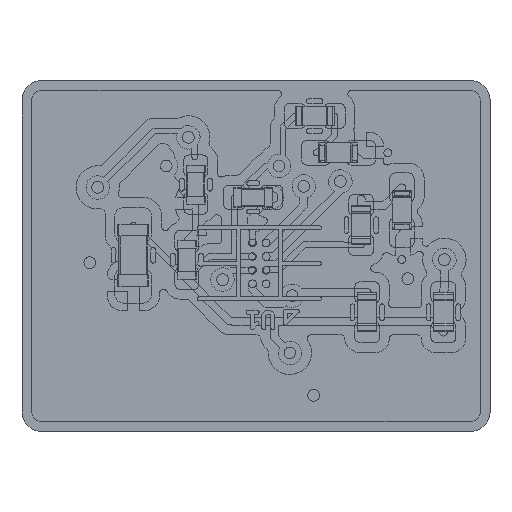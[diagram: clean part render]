
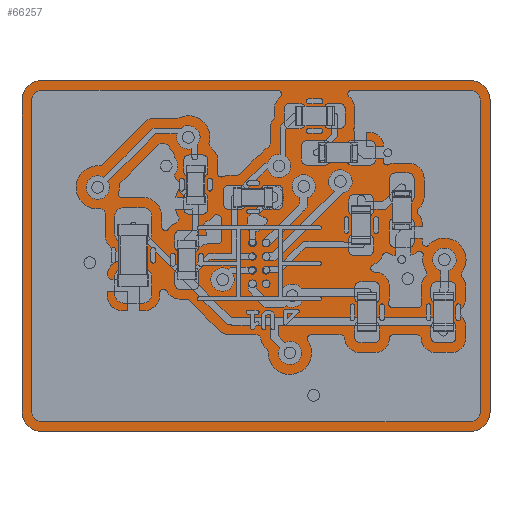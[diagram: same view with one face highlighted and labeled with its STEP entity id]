
A CAD part, top view. The second image highlights one B-rep face of the part: STEP entity #66257.
In plain terms, the highlighted planar face has unit normal (0, 0, 1).
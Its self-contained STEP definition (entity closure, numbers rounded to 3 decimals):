
#65954 = VERTEX_POINT('',#65955);
#65955 = CARTESIAN_POINT('',(160.841,-98.73,1.51));
#65961 = EDGE_CURVE('',#65954,#65962,#65964,.T.);
#65962 = VERTEX_POINT('',#65963);
#65963 = CARTESIAN_POINT('',(161.341,-99.23,1.51));
#65964 = CIRCLE('',#65965,0.5);
#65965 = AXIS2_PLACEMENT_3D('',#65966,#65967,#65968);
#65966 = CARTESIAN_POINT('',(160.841,-99.23,1.51));
#65967 = DIRECTION('',(0.,0.,-1.));
#65968 = DIRECTION('',(0.,1.,0.));
#65996 = VERTEX_POINT('',#65997);
#65997 = CARTESIAN_POINT('',(149.841,-98.73,1.51));
#66003 = EDGE_CURVE('',#65996,#65954,#66004,.T.);
#66004 = LINE('',#66005,#66006);
#66005 = CARTESIAN_POINT('',(149.841,-98.73,1.51));
#66006 = VECTOR('',#66007,1.);
#66007 = DIRECTION('',(1.,0.,0.));
#66025 = EDGE_CURVE('',#65962,#66026,#66028,.T.);
#66026 = VERTEX_POINT('',#66027);
#66027 = CARTESIAN_POINT('',(161.341,-107.23,1.51));
#66028 = LINE('',#66029,#66030);
#66029 = CARTESIAN_POINT('',(161.341,-99.23,1.51));
#66030 = VECTOR('',#66031,1.);
#66031 = DIRECTION('',(0.,-1.,0.));
#66257 = ADVANCED_FACE('',(#66258,#66304,#66315,#66326,#66337,#66348,
    #66359,#66370,#66381,#66392,#66403,#66414,#66425,#66436,#66447),
  #66458,.T.);
#66258 = FACE_BOUND('',#66259,.T.);
#66259 = EDGE_LOOP('',(#66260,#66261,#66262,#66271,#66279,#66288,#66296,
    #66303));
#66260 = ORIENTED_EDGE('',*,*,#65961,.F.);
#66261 = ORIENTED_EDGE('',*,*,#66003,.F.);
#66262 = ORIENTED_EDGE('',*,*,#66263,.F.);
#66263 = EDGE_CURVE('',#66264,#65996,#66266,.T.);
#66264 = VERTEX_POINT('',#66265);
#66265 = CARTESIAN_POINT('',(149.341,-99.23,1.51));
#66266 = CIRCLE('',#66267,0.5);
#66267 = AXIS2_PLACEMENT_3D('',#66268,#66269,#66270);
#66268 = CARTESIAN_POINT('',(149.841,-99.23,1.51));
#66269 = DIRECTION('',(0.,0.,-1.));
#66270 = DIRECTION('',(-1.,0.,0.));
#66271 = ORIENTED_EDGE('',*,*,#66272,.F.);
#66272 = EDGE_CURVE('',#66273,#66264,#66275,.T.);
#66273 = VERTEX_POINT('',#66274);
#66274 = CARTESIAN_POINT('',(149.341,-107.23,1.51));
#66275 = LINE('',#66276,#66277);
#66276 = CARTESIAN_POINT('',(149.341,-107.23,1.51));
#66277 = VECTOR('',#66278,1.);
#66278 = DIRECTION('',(0.,1.,0.));
#66279 = ORIENTED_EDGE('',*,*,#66280,.F.);
#66280 = EDGE_CURVE('',#66281,#66273,#66283,.T.);
#66281 = VERTEX_POINT('',#66282);
#66282 = CARTESIAN_POINT('',(149.841,-107.73,1.51));
#66283 = CIRCLE('',#66284,0.5);
#66284 = AXIS2_PLACEMENT_3D('',#66285,#66286,#66287);
#66285 = CARTESIAN_POINT('',(149.841,-107.23,1.51));
#66286 = DIRECTION('',(0.,0.,-1.));
#66287 = DIRECTION('',(0.,-1.,-0.));
#66288 = ORIENTED_EDGE('',*,*,#66289,.F.);
#66289 = EDGE_CURVE('',#66290,#66281,#66292,.T.);
#66290 = VERTEX_POINT('',#66291);
#66291 = CARTESIAN_POINT('',(160.841,-107.73,1.51));
#66292 = LINE('',#66293,#66294);
#66293 = CARTESIAN_POINT('',(160.841,-107.73,1.51));
#66294 = VECTOR('',#66295,1.);
#66295 = DIRECTION('',(-1.,0.,0.));
#66296 = ORIENTED_EDGE('',*,*,#66297,.F.);
#66297 = EDGE_CURVE('',#66026,#66290,#66298,.T.);
#66298 = CIRCLE('',#66299,0.5);
#66299 = AXIS2_PLACEMENT_3D('',#66300,#66301,#66302);
#66300 = CARTESIAN_POINT('',(160.841,-107.23,1.51));
#66301 = DIRECTION('',(0.,0.,-1.));
#66302 = DIRECTION('',(1.,0.,0.));
#66303 = ORIENTED_EDGE('',*,*,#66025,.F.);
#66304 = FACE_BOUND('',#66305,.T.);
#66305 = EDGE_LOOP('',(#66306));
#66306 = ORIENTED_EDGE('',*,*,#66307,.T.);
#66307 = EDGE_CURVE('',#66308,#66308,#66310,.T.);
#66308 = VERTEX_POINT('',#66309);
#66309 = CARTESIAN_POINT('',(154.483,-103.985,1.51));
#66310 = CIRCLE('',#66311,0.15);
#66311 = AXIS2_PLACEMENT_3D('',#66312,#66313,#66314);
#66312 = CARTESIAN_POINT('',(154.483,-103.835,1.51));
#66313 = DIRECTION('',(-0.,0.,-1.));
#66314 = DIRECTION('',(-0.,-1.,0.));
#66315 = FACE_BOUND('',#66316,.T.);
#66316 = EDGE_LOOP('',(#66317));
#66317 = ORIENTED_EDGE('',*,*,#66318,.T.);
#66318 = EDGE_CURVE('',#66319,#66319,#66321,.T.);
#66319 = VERTEX_POINT('',#66320);
#66320 = CARTESIAN_POINT('',(156.82,-106.957,1.51));
#66321 = CIRCLE('',#66322,0.15);
#66322 = AXIS2_PLACEMENT_3D('',#66323,#66324,#66325);
#66323 = CARTESIAN_POINT('',(156.82,-106.807,1.51));
#66324 = DIRECTION('',(-0.,0.,-1.));
#66325 = DIRECTION('',(-0.,-1.,0.));
#66326 = FACE_BOUND('',#66327,.T.);
#66327 = EDGE_LOOP('',(#66328));
#66328 = ORIENTED_EDGE('',*,*,#66329,.T.);
#66329 = EDGE_CURVE('',#66330,#66330,#66332,.T.);
#66330 = VERTEX_POINT('',#66331);
#66331 = CARTESIAN_POINT('',(156.21,-105.865,1.51));
#66332 = CIRCLE('',#66333,0.15);
#66333 = AXIS2_PLACEMENT_3D('',#66334,#66335,#66336);
#66334 = CARTESIAN_POINT('',(156.21,-105.715,1.51));
#66335 = DIRECTION('',(-0.,0.,-1.));
#66336 = DIRECTION('',(-0.,-1.,0.));
#66337 = FACE_BOUND('',#66338,.T.);
#66338 = EDGE_LOOP('',(#66339));
#66339 = ORIENTED_EDGE('',*,*,#66340,.T.);
#66340 = EDGE_CURVE('',#66341,#66341,#66343,.T.);
#66341 = VERTEX_POINT('',#66342);
#66342 = CARTESIAN_POINT('',(156.266,-104.399,1.51));
#66343 = CIRCLE('',#66344,0.15);
#66344 = AXIS2_PLACEMENT_3D('',#66345,#66346,#66347);
#66345 = CARTESIAN_POINT('',(156.266,-104.249,1.51));
#66346 = DIRECTION('',(-0.,0.,-1.));
#66347 = DIRECTION('',(-0.,-1.,0.));
#66348 = FACE_BOUND('',#66349,.T.);
#66349 = EDGE_LOOP('',(#66350));
#66350 = ORIENTED_EDGE('',*,*,#66351,.T.);
#66351 = EDGE_CURVE('',#66352,#66352,#66354,.T.);
#66352 = VERTEX_POINT('',#66353);
#66353 = CARTESIAN_POINT('',(159.233,-103.96,1.51));
#66354 = CIRCLE('',#66355,0.15);
#66355 = AXIS2_PLACEMENT_3D('',#66356,#66357,#66358);
#66356 = CARTESIAN_POINT('',(159.233,-103.81,1.51));
#66357 = DIRECTION('',(-0.,0.,-1.));
#66358 = DIRECTION('',(-0.,-1.,0.));
#66359 = FACE_BOUND('',#66360,.T.);
#66360 = EDGE_LOOP('',(#66361));
#66361 = ORIENTED_EDGE('',*,*,#66362,.T.);
#66362 = EDGE_CURVE('',#66363,#66363,#66365,.T.);
#66363 = VERTEX_POINT('',#66364);
#66364 = CARTESIAN_POINT('',(151.079,-103.553,1.51));
#66365 = CIRCLE('',#66366,0.15);
#66366 = AXIS2_PLACEMENT_3D('',#66367,#66368,#66369);
#66367 = CARTESIAN_POINT('',(151.079,-103.403,1.51));
#66368 = DIRECTION('',(-0.,0.,-1.));
#66369 = DIRECTION('',(0.,-1.,0.));
#66370 = FACE_BOUND('',#66371,.T.);
#66371 = EDGE_LOOP('',(#66372));
#66372 = ORIENTED_EDGE('',*,*,#66373,.T.);
#66373 = EDGE_CURVE('',#66374,#66374,#66376,.T.);
#66374 = VERTEX_POINT('',#66375);
#66375 = CARTESIAN_POINT('',(151.282,-101.623,1.51));
#66376 = CIRCLE('',#66377,0.15);
#66377 = AXIS2_PLACEMENT_3D('',#66378,#66379,#66380);
#66378 = CARTESIAN_POINT('',(151.282,-101.473,1.51));
#66379 = DIRECTION('',(-0.,0.,-1.));
#66380 = DIRECTION('',(-0.,-1.,0.));
#66381 = FACE_BOUND('',#66382,.T.);
#66382 = EDGE_LOOP('',(#66383));
#66383 = ORIENTED_EDGE('',*,*,#66384,.T.);
#66384 = EDGE_CURVE('',#66385,#66385,#66387,.T.);
#66385 = VERTEX_POINT('',#66386);
#66386 = CARTESIAN_POINT('',(153.037,-101.074,1.51));
#66387 = CIRCLE('',#66388,0.15);
#66388 = AXIS2_PLACEMENT_3D('',#66389,#66390,#66391);
#66389 = CARTESIAN_POINT('',(153.037,-100.924,1.51));
#66390 = DIRECTION('',(-0.,0.,-1.));
#66391 = DIRECTION('',(-0.,-1.,0.));
#66392 = FACE_BOUND('',#66393,.T.);
#66393 = EDGE_LOOP('',(#66394));
#66394 = ORIENTED_EDGE('',*,*,#66395,.T.);
#66395 = EDGE_CURVE('',#66396,#66396,#66398,.T.);
#66396 = VERTEX_POINT('',#66397);
#66397 = CARTESIAN_POINT('',(153.607,-100.34,1.51));
#66398 = CIRCLE('',#66399,0.15);
#66399 = AXIS2_PLACEMENT_3D('',#66400,#66401,#66402);
#66400 = CARTESIAN_POINT('',(153.607,-100.19,1.51));
#66401 = DIRECTION('',(-0.,0.,-1.));
#66402 = DIRECTION('',(0.,-1.,-0.));
#66403 = FACE_BOUND('',#66404,.T.);
#66404 = EDGE_LOOP('',(#66405));
#66405 = ORIENTED_EDGE('',*,*,#66406,.T.);
#66406 = EDGE_CURVE('',#66407,#66407,#66409,.T.);
#66407 = VERTEX_POINT('',#66408);
#66408 = CARTESIAN_POINT('',(160.172,-103.477,1.51));
#66409 = CIRCLE('',#66410,0.15);
#66410 = AXIS2_PLACEMENT_3D('',#66411,#66412,#66413);
#66411 = CARTESIAN_POINT('',(160.172,-103.327,1.51));
#66412 = DIRECTION('',(-0.,0.,-1.));
#66413 = DIRECTION('',(0.,-1.,-0.));
#66414 = FACE_BOUND('',#66415,.T.);
#66415 = EDGE_LOOP('',(#66416));
#66416 = ORIENTED_EDGE('',*,*,#66417,.T.);
#66417 = EDGE_CURVE('',#66418,#66418,#66420,.T.);
#66418 = VERTEX_POINT('',#66419);
#66419 = CARTESIAN_POINT('',(155.75,-101.877,1.51));
#66420 = CIRCLE('',#66421,0.15);
#66421 = AXIS2_PLACEMENT_3D('',#66422,#66423,#66424);
#66422 = CARTESIAN_POINT('',(155.75,-101.727,1.51));
#66423 = DIRECTION('',(-0.,0.,-1.));
#66424 = DIRECTION('',(-0.,-1.,0.));
#66425 = FACE_BOUND('',#66426,.T.);
#66426 = EDGE_LOOP('',(#66427));
#66427 = ORIENTED_EDGE('',*,*,#66428,.T.);
#66428 = EDGE_CURVE('',#66429,#66429,#66431,.T.);
#66429 = VERTEX_POINT('',#66430);
#66430 = CARTESIAN_POINT('',(156.566,-101.598,1.51));
#66431 = CIRCLE('',#66432,0.15);
#66432 = AXIS2_PLACEMENT_3D('',#66433,#66434,#66435);
#66433 = CARTESIAN_POINT('',(156.566,-101.448,1.51));
#66434 = DIRECTION('',(-0.,0.,-1.));
#66435 = DIRECTION('',(0.,-1.,0.));
#66436 = FACE_BOUND('',#66437,.T.);
#66437 = EDGE_LOOP('',(#66438));
#66438 = ORIENTED_EDGE('',*,*,#66439,.T.);
#66439 = EDGE_CURVE('',#66440,#66440,#66442,.T.);
#66440 = VERTEX_POINT('',#66441);
#66441 = CARTESIAN_POINT('',(155.931,-101.073,1.51));
#66442 = CIRCLE('',#66443,0.15);
#66443 = AXIS2_PLACEMENT_3D('',#66444,#66445,#66446);
#66444 = CARTESIAN_POINT('',(155.931,-100.923,1.51));
#66445 = DIRECTION('',(-0.,0.,-1.));
#66446 = DIRECTION('',(-0.,-1.,0.));
#66447 = FACE_BOUND('',#66448,.T.);
#66448 = EDGE_LOOP('',(#66449));
#66449 = ORIENTED_EDGE('',*,*,#66450,.T.);
#66450 = EDGE_CURVE('',#66451,#66451,#66453,.T.);
#66451 = VERTEX_POINT('',#66452);
#66452 = CARTESIAN_POINT('',(157.505,-101.471,1.51));
#66453 = CIRCLE('',#66454,0.15);
#66454 = AXIS2_PLACEMENT_3D('',#66455,#66456,#66457);
#66455 = CARTESIAN_POINT('',(157.505,-101.321,1.51));
#66456 = DIRECTION('',(-0.,0.,-1.));
#66457 = DIRECTION('',(-0.,-1.,0.));
#66458 = PLANE('',#66459);
#66459 = AXIS2_PLACEMENT_3D('',#66460,#66461,#66462);
#66460 = CARTESIAN_POINT('',(0.,0.,1.51));
#66461 = DIRECTION('',(0.,0.,1.));
#66462 = DIRECTION('',(1.,0.,-0.));
